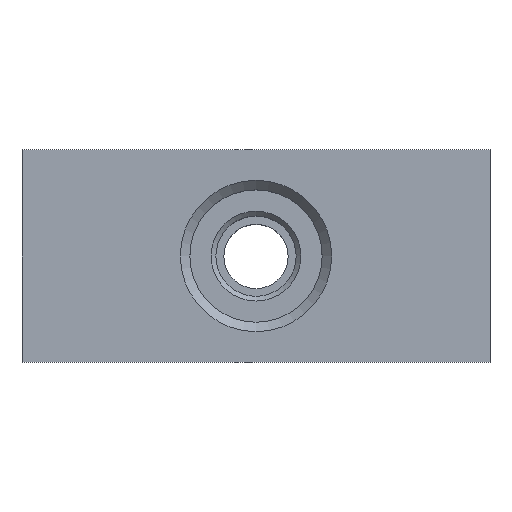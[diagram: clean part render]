
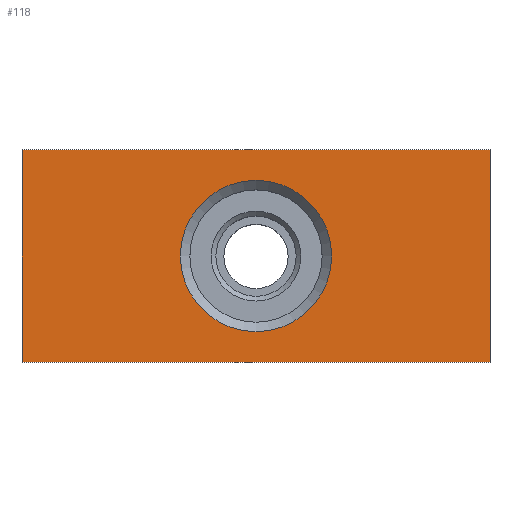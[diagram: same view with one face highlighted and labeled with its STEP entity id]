
A CAD part, top view. The second image highlights one B-rep face of the part: STEP entity #118.
In plain terms, the highlighted planar face has unit normal (0, 0, 1).
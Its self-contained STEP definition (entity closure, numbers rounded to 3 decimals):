
#118 = ADVANCED_FACE( '', ( #228, #229 ), #230, .F. );
#228 = FACE_BOUND( '', #336, .T. );
#229 = FACE_OUTER_BOUND( '', #337, .T. );
#230 = PLANE( '', #338 );
#336 = EDGE_LOOP( '', ( #482 ) );
#337 = EDGE_LOOP( '', ( #483, #484, #485, #486 ) );
#338 = AXIS2_PLACEMENT_3D( '', #487, #488, #489 );
#482 = ORIENTED_EDGE( '', *, *, #628, .T. );
#483 = ORIENTED_EDGE( '', *, *, #663, .T. );
#484 = ORIENTED_EDGE( '', *, *, #659, .F. );
#485 = ORIENTED_EDGE( '', *, *, #675, .F. );
#486 = ORIENTED_EDGE( '', *, *, #653, .T. );
#487 = CARTESIAN_POINT( '', ( 24.75, 11.25, 8.95 ) );
#488 = DIRECTION( '', ( 0., 0., -1. ) );
#489 = DIRECTION( '', ( 0., 1., 0. ) );
#628 = EDGE_CURVE( '', #719, #719, #720, .T. );
#653 = EDGE_CURVE( '', #764, #762, #765, .T. );
#659 = EDGE_CURVE( '', #773, #768, #775, .T. );
#663 = EDGE_CURVE( '', #762, #768, #780, .T. );
#675 = EDGE_CURVE( '', #764, #773, #797, .T. );
#719 = VERTEX_POINT( '', #853 );
#720 = CIRCLE( '', #854, 8. );
#762 = VERTEX_POINT( '', #912 );
#764 = VERTEX_POINT( '', #915 );
#765 = LINE( '', #916, #917 );
#768 = VERTEX_POINT( '', #921 );
#773 = VERTEX_POINT( '', #928 );
#775 = LINE( '', #931, #932 );
#780 = LINE( '', #939, #940 );
#797 = LINE( '', #960, #961 );
#853 = CARTESIAN_POINT( '', ( 0., 8., 8.95 ) );
#854 = AXIS2_PLACEMENT_3D( '', #1041, #1042, #1043 );
#912 = CARTESIAN_POINT( '', ( -24.75, 11.25, 8.95 ) );
#915 = CARTESIAN_POINT( '', ( 24.75, 11.25, 8.95 ) );
#916 = CARTESIAN_POINT( '', ( 24.75, 11.25, 8.95 ) );
#917 = VECTOR( '', #1067, 1000. );
#921 = CARTESIAN_POINT( '', ( -24.75, -11.25, 8.95 ) );
#928 = CARTESIAN_POINT( '', ( 24.75, -11.25, 8.95 ) );
#931 = CARTESIAN_POINT( '', ( 24.75, -11.25, 8.95 ) );
#932 = VECTOR( '', #1072, 1000. );
#939 = CARTESIAN_POINT( '', ( -24.75, 11.25, 8.95 ) );
#940 = VECTOR( '', #1075, 1000. );
#960 = CARTESIAN_POINT( '', ( 24.75, 11.25, 8.95 ) );
#961 = VECTOR( '', #1088, 1000. );
#1041 = CARTESIAN_POINT( '', ( 0., 0., 8.95 ) );
#1042 = DIRECTION( '', ( 0., 0., -1. ) );
#1043 = DIRECTION( '', ( 0., 1., 0. ) );
#1067 = DIRECTION( '', ( -1., 0., 0. ) );
#1072 = DIRECTION( '', ( -1., 0., 0. ) );
#1075 = DIRECTION( '', ( 0., -1., 0. ) );
#1088 = DIRECTION( '', ( 0., -1., 0. ) );
